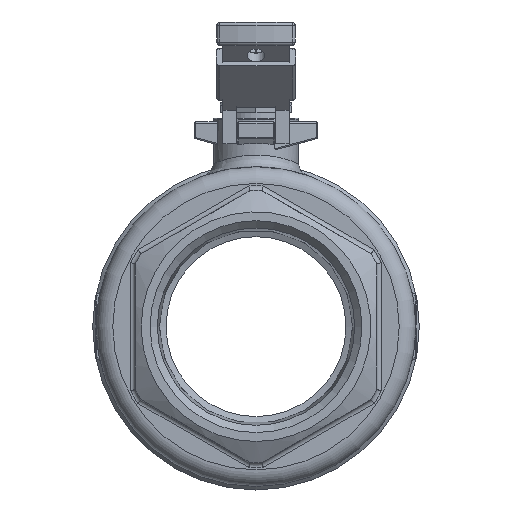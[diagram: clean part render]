
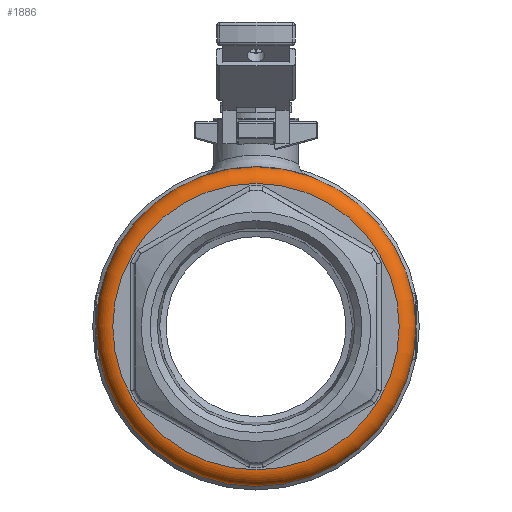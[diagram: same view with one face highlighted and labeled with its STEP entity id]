
A CAD part, left-side view. The second image highlights one B-rep face of the part: STEP entity #1886.
In plain terms, the highlighted toroidal (fillet/blend) face has major radius 60.5 mm and minor radius 7 mm.
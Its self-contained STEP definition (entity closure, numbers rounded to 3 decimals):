
#1886=ADVANCED_FACE('',(#4317,#4318),#4319,.T.);
#4317=FACE_OUTER_BOUND('',#8425,.T.);
#4318=FACE_OUTER_BOUND('',#8426,.T.);
#4319=TOROIDAL_SURFACE('',#8427,60.5,7.);
#8425=EDGE_LOOP('',(#12871));
#8426=EDGE_LOOP('',(#12872));
#8427=AXIS2_PLACEMENT_3D('',#12873,#12874,#12875);
#12871=ORIENTED_EDGE('',*,*,#20074,.T.);
#12872=ORIENTED_EDGE('',*,*,#19985,.F.);
#12873=CARTESIAN_POINT('',(0.0,0.0,48.7));
#12874=DIRECTION('',(0.0,0.,-1.0));
#12875=DIRECTION('',(0.0,1.0,0.));
#19985=EDGE_CURVE('',#23806,#23806,#23807,.T.);
#20074=EDGE_CURVE('',#23940,#23940,#23941,.T.);
#23806=VERTEX_POINT('',#30227);
#23807=CIRCLE('',#30228,67.5);
#23940=VERTEX_POINT('',#30571);
#23941=CIRCLE('',#30572,60.5);
#30227=CARTESIAN_POINT('',(0.0,67.5,48.7));
#30228=AXIS2_PLACEMENT_3D('',#36901,#36902,#36903);
#30571=CARTESIAN_POINT('',(0.0,60.5,55.7));
#30572=AXIS2_PLACEMENT_3D('',#37022,#37023,#37024);
#36901=CARTESIAN_POINT('',(0.0,0.0,48.7));
#36902=DIRECTION('',(0.0,0.,-1.0));
#36903=DIRECTION('',(0.0,1.0,0.));
#37022=CARTESIAN_POINT('',(0.0,0.0,55.7));
#37023=DIRECTION('',(0.0,0.,-1.0));
#37024=DIRECTION('',(0.0,1.0,0.));
